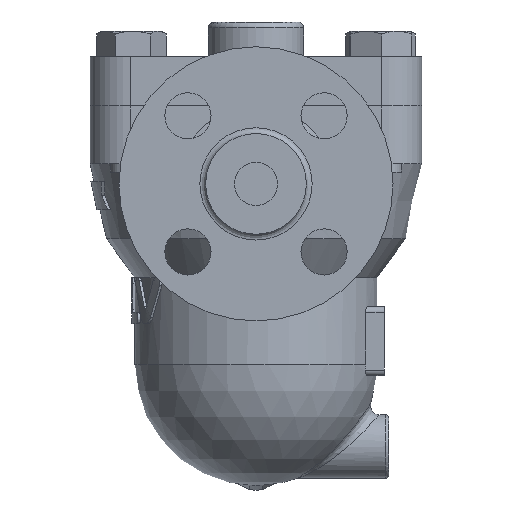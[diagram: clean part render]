
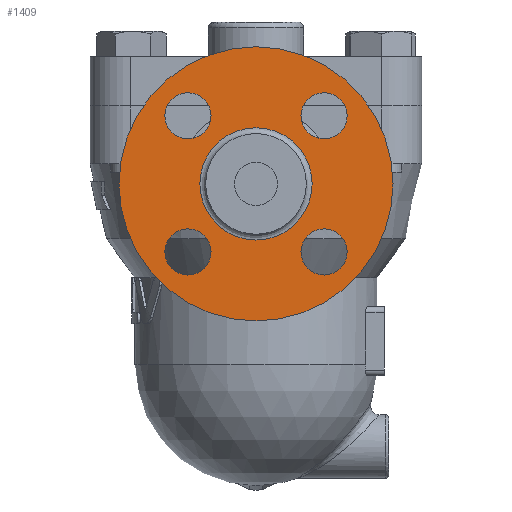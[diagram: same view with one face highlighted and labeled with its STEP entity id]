
A CAD part, left-side view. The second image highlights one B-rep face of the part: STEP entity #1409.
In plain terms, the highlighted planar face has unit normal (-1, 0, 0).
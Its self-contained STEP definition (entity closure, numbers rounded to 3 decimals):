
#1323=CARTESIAN_POINT('',(-103.1,0.,-7.55));
#1324=VERTEX_POINT('',#1323);
#1325=CARTESIAN_POINT('',(-103.1,0.0,-27.));
#1326=DIRECTION('',(-1.0,0.0,0.0));
#1327=DIRECTION('',(0.0,0.0,-1.0));
#1328=AXIS2_PLACEMENT_3D('',#1325,#1326,#1327);
#1329=CIRCLE('',#1328,19.45);
#1330=EDGE_CURVE('',#1324,#1324,#1329,.T.);
#1346=CARTESIAN_POINT('',(-103.1,0.0,5.475));
#1347=DIRECTION('',(-1.0,0.0,0.0));
#1348=DIRECTION('',(0.0,0.0,1.0));
#1349=AXIS2_PLACEMENT_3D('',#1346,#1347,#1348);
#1350=PLANE('',#1349);
#1351=CARTESIAN_POINT('',(-103.1,0.0,20.5));
#1352=VERTEX_POINT('',#1351);
#1353=CARTESIAN_POINT('',(-103.1,0.0,-27.));
#1354=DIRECTION('',(-1.0,0.0,0.0));
#1355=DIRECTION('',(0.0,0.0,1.0));
#1356=AXIS2_PLACEMENT_3D('',#1353,#1354,#1355);
#1357=CIRCLE('',#1356,47.5);
#1358=EDGE_CURVE('',#1352,#1352,#1357,.T.);
#1359=ORIENTED_EDGE('',*,*,#1358,.T.);
#1360=EDGE_LOOP('',(#1359));
#1361=FACE_OUTER_BOUND('',#1360,.T.);
#1362=CARTESIAN_POINT('',(-103.1,-23.582,4.582));
#1363=VERTEX_POINT('',#1362);
#1364=CARTESIAN_POINT('',(-103.1,-23.582,-3.418));
#1365=DIRECTION('',(1.0,0.0,0.0));
#1366=DIRECTION('',(0.0,0.0,1.0));
#1367=AXIS2_PLACEMENT_3D('',#1364,#1365,#1366);
#1368=CIRCLE('',#1367,8.0);
#1369=EDGE_CURVE('',#1363,#1363,#1368,.T.);
#1370=ORIENTED_EDGE('',*,*,#1369,.T.);
#1371=EDGE_LOOP('',(#1370));
#1372=FACE_BOUND('',#1371,.T.);
#1373=CARTESIAN_POINT('',(-103.1,31.582,-3.418));
#1374=VERTEX_POINT('',#1373);
#1375=CARTESIAN_POINT('',(-103.1,23.582,-3.418));
#1376=DIRECTION('',(1.0,0.0,0.0));
#1377=DIRECTION('',(0.0,1.0,0.0));
#1378=AXIS2_PLACEMENT_3D('',#1375,#1376,#1377);
#1379=CIRCLE('',#1378,8.0);
#1380=EDGE_CURVE('',#1374,#1374,#1379,.T.);
#1381=ORIENTED_EDGE('',*,*,#1380,.T.);
#1382=EDGE_LOOP('',(#1381));
#1383=FACE_BOUND('',#1382,.T.);
#1384=CARTESIAN_POINT('',(-103.1,23.582,-58.582));
#1385=VERTEX_POINT('',#1384);
#1386=CARTESIAN_POINT('',(-103.1,23.582,-50.582));
#1387=DIRECTION('',(1.0,0.0,0.0));
#1388=DIRECTION('',(0.0,0.0,-1.0));
#1389=AXIS2_PLACEMENT_3D('',#1386,#1387,#1388);
#1390=CIRCLE('',#1389,8.0);
#1391=EDGE_CURVE('',#1385,#1385,#1390,.T.);
#1392=ORIENTED_EDGE('',*,*,#1391,.T.);
#1393=EDGE_LOOP('',(#1392));
#1394=FACE_BOUND('',#1393,.T.);
#1395=CARTESIAN_POINT('',(-103.1,-31.582,-50.582));
#1396=VERTEX_POINT('',#1395);
#1397=CARTESIAN_POINT('',(-103.1,-23.582,-50.582));
#1398=DIRECTION('',(1.0,0.0,0.0));
#1399=DIRECTION('',(0.0,-1.0,0.0));
#1400=AXIS2_PLACEMENT_3D('',#1397,#1398,#1399);
#1401=CIRCLE('',#1400,8.0);
#1402=EDGE_CURVE('',#1396,#1396,#1401,.T.);
#1403=ORIENTED_EDGE('',*,*,#1402,.T.);
#1404=EDGE_LOOP('',(#1403));
#1405=FACE_BOUND('',#1404,.T.);
#1406=ORIENTED_EDGE('',*,*,#1330,.F.);
#1407=EDGE_LOOP('',(#1406));
#1408=FACE_BOUND('',#1407,.T.);
#1409=ADVANCED_FACE('',(#1361,#1372,#1383,#1394,#1405,#1408),#1350,.T.);
